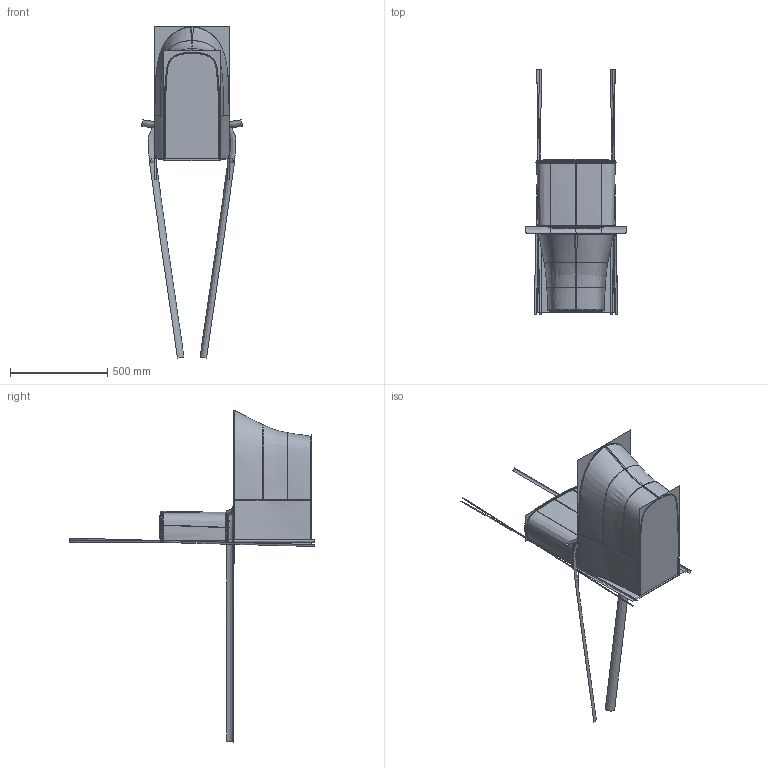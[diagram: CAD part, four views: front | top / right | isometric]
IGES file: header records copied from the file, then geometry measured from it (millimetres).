
Start section:  PTC IGES file: 2622.igs
Global section: file name: 2622.igs; native system: Creo Parametric by PTC Inc.; preprocessor: 2019224; author: 11049422; organization: Unknown; date: 20200424.152037; units: millimetre
Bounding box: 522.96 x 1260.12 x 1710.11 mm (x, y, z)
Surface area: 7683195.1 mm2 (no closed solid volume)
Topology: 0 solids, 0 shells, 268 faces, 4011 edges, 5160 vertices
Faces by surface type: bspline 268
